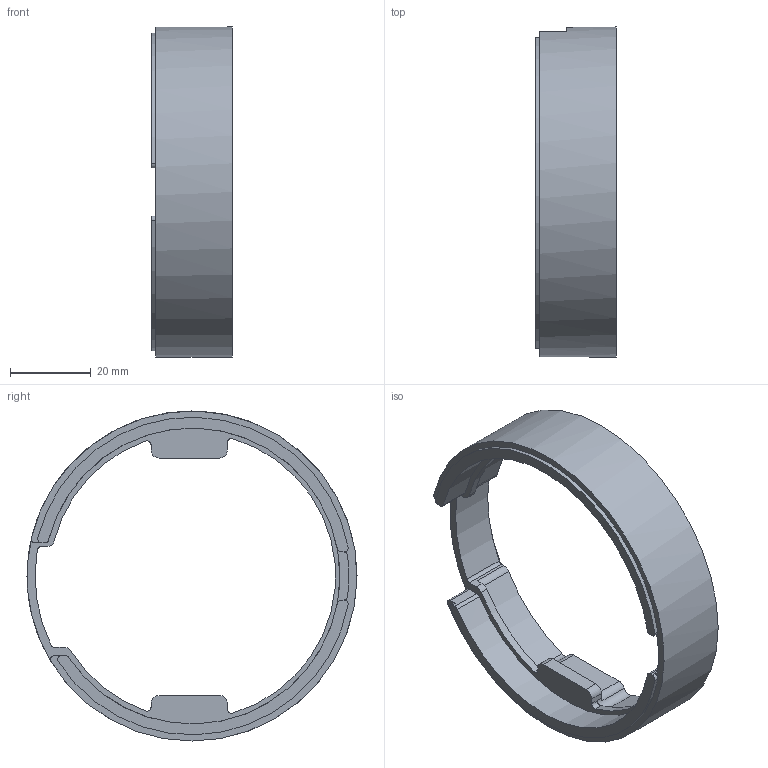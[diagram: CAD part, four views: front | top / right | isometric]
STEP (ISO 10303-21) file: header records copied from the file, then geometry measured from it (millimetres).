
FILE_DESCRIPTION(/* description */ (''),/* implementation_level */ '2;1');
FILE_NAME(/* name */ 'dock_alu_body.step',/* time_stamp */ '2019-11-02T15:13:11+01:00',/* author */ (''),/* organization */ (''),/* preprocessor_version */ 'ST-DEVELOPER v18',/* originating_system */ 'Autodesk Translation Framework v8.6.0.1094',/* authorisation */ '');
FILE_SCHEMA (('AUTOMOTIVE_DESIGN { 1 0 10303 214 3 1 1 }'));
Length unit declared in the file: millimetre
Products named in the file (1): Aluminium ring
Bounding box: 20 x 82 x 82 mm (x, y, z)
Volume: 20319.7 mm3; surface area: 12338.2 mm2
Topology: 1 solids, 1 shells, 74 faces, 213 edges, 142 vertices
Faces by surface type: cylinder 48, plane 26
Full cylindrical faces by diameter (mm): 80.4 x1, 82 x1
Entity records: 2530 total; most frequent: DIRECTION 472, CARTESIAN_POINT 430, ORIENTED_EDGE 426, EDGE_CURVE 213, AXIS2_PLACEMENT_3D 184, VERTEX_POINT 142, CIRCLE 109, LINE 104
